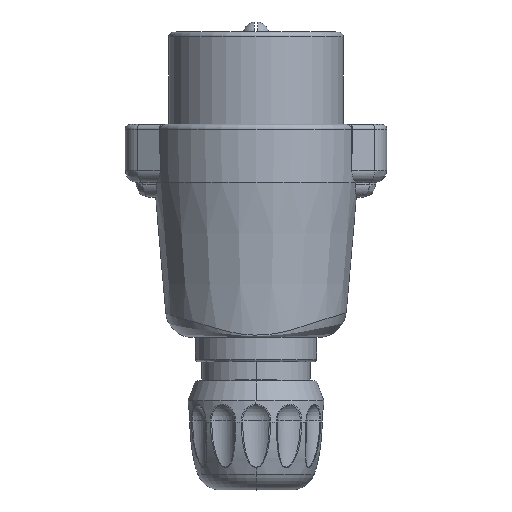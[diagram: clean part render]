
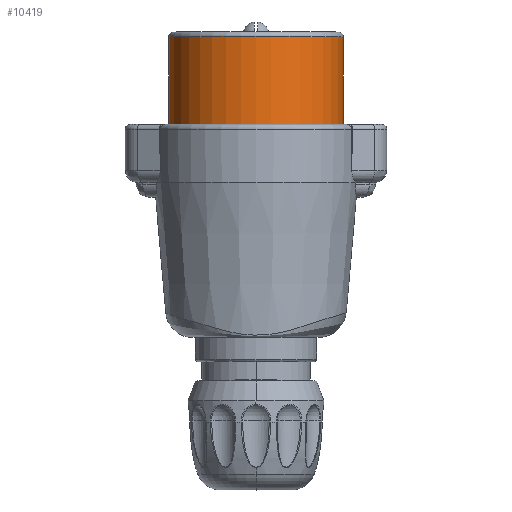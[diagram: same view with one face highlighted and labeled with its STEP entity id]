
A CAD part, top view. The second image highlights one B-rep face of the part: STEP entity #10419.
In plain terms, the highlighted cylindrical face has radius 18 mm (diameter 36 mm), a partial arc.
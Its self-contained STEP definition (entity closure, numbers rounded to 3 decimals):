
#349=DIRECTION('',(0.,1.,0.));
#350=VECTOR('',#349,18.15);
#351=CARTESIAN_POINT('',(-18.,1.,0.));
#352=LINE('',#351,#350);
#358=DIRECTION('',(0.,1.,0.));
#359=VECTOR('',#358,18.15);
#360=CARTESIAN_POINT('',(18.,1.,0.));
#361=LINE('',#360,#359);
#449=CARTESIAN_POINT('',(0.,19.15,0.));
#450=DIRECTION('',(0.,1.,0.));
#451=DIRECTION('',(-1.,0.,0.));
#452=AXIS2_PLACEMENT_3D('',#449,#450,#451);
#1754=CARTESIAN_POINT('',(0.,1.,0.));
#1755=DIRECTION('',(0.,-1.,0.));
#1756=DIRECTION('',(1.,0.,0.));
#1757=AXIS2_PLACEMENT_3D('',#1754,#1755,#1756);
#7127=CARTESIAN_POINT('',(18.,1.,0.));
#7128=CARTESIAN_POINT('',(-18.,1.,0.));
#7129=VERTEX_POINT('',#7127);
#7130=VERTEX_POINT('',#7128);
#7148=CARTESIAN_POINT('',(-18.,19.15,0.));
#7150=VERTEX_POINT('',#7148);
#7154=CARTESIAN_POINT('',(18.,19.15,0.));
#7155=VERTEX_POINT('',#7154);
#10408=CARTESIAN_POINT('',(0.,21.355,0.));
#10409=DIRECTION('',(0.,-1.,0.));
#10410=DIRECTION('',(-1.,0.,0.));
#10411=AXIS2_PLACEMENT_3D('',#10408,#10409,#10410);
#10412=CYLINDRICAL_SURFACE('',#10411,18.);
#10413=ORIENTED_EDGE('',*,*,#8717,.T.);
#10414=ORIENTED_EDGE('',*,*,#8692,.F.);
#10415=ORIENTED_EDGE('',*,*,#8665,.T.);
#10416=ORIENTED_EDGE('',*,*,#8689,.T.);
#10417=EDGE_LOOP('',(#10413,#10414,#10415,#10416));
#10418=FACE_OUTER_BOUND('',#10417,.F.);
#10419=ADVANCED_FACE('',(#10418),#10412,.T.);
#453=CIRCLE('',#452,18.);
#1758=CIRCLE('',#1757,18.);
#8665=EDGE_CURVE('',#7129,#7130,#1758,.T.);
#8689=EDGE_CURVE('',#7130,#7150,#352,.T.);
#8692=EDGE_CURVE('',#7129,#7155,#361,.T.);
#8717=EDGE_CURVE('',#7150,#7155,#453,.T.);
